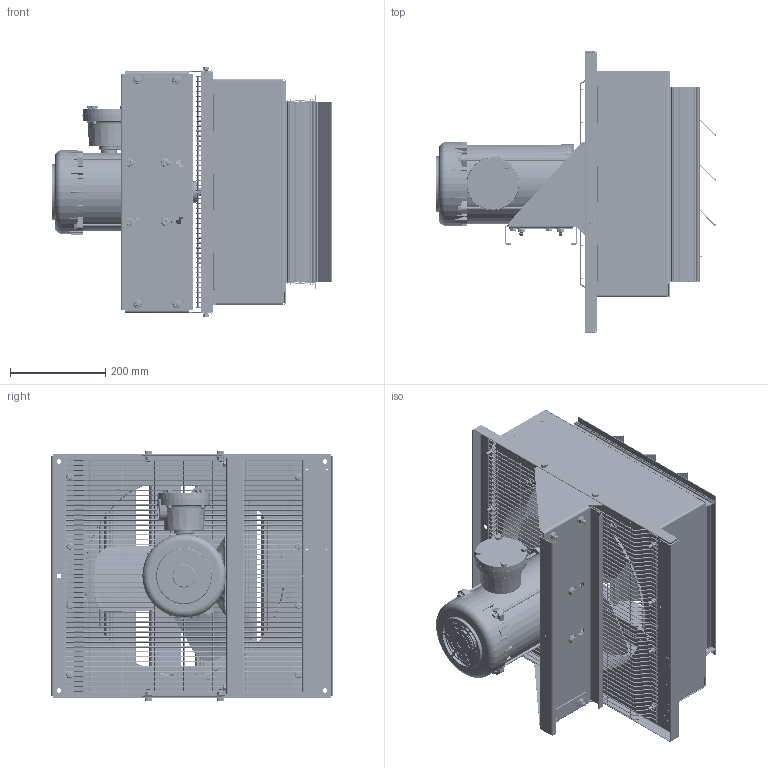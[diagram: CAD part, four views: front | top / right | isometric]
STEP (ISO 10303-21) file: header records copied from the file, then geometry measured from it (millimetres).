
FILE_DESCRIPTION (( 'STEP AP214' ), '1' );
FILE_NAME ('XEF-16-W6.STEP', '2024-10-04T20:11:24', ( '' ), ( '' ), 'SwSTEP 2.0', 'SolidWorks 2023', '' );
FILE_SCHEMA (( 'AUTOMOTIVE_DESIGN' ));
Length unit declared in the file: inch
Products named in the file (1): XEF-16-W6
Bounding box: 590.12 x 592.07 x 525.78 mm (x, y, z)
Volume: 8837825.8 mm3; surface area: 3720367.1 mm2
Topology: 160 solids, 160 shells, 7475 faces, 18126 edges, 11037 vertices
Faces by surface type: cylinder 2754, plane 2061, cone 1501, torus 581, bspline 560, sphere 18
Entity records: 347725 total; most frequent: CARTESIAN_POINT 75623, DIRECTION 36913, ORIENTED_EDGE 36200, EDGE_CURVE 18100, AXIS2_PLACEMENT_3D 14529, VERTEX_POINT 11037, EDGE_LOOP 7879, VECTOR 7855
